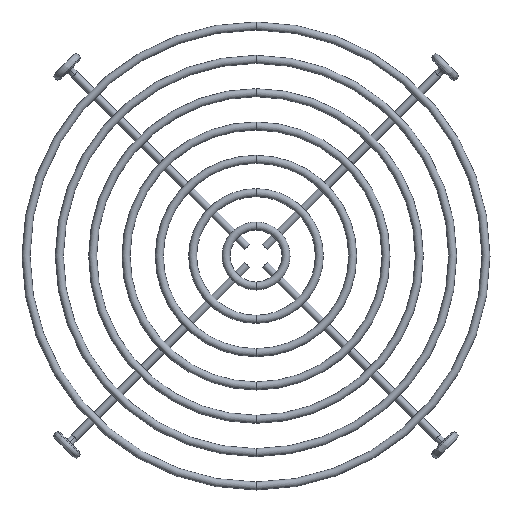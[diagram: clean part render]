
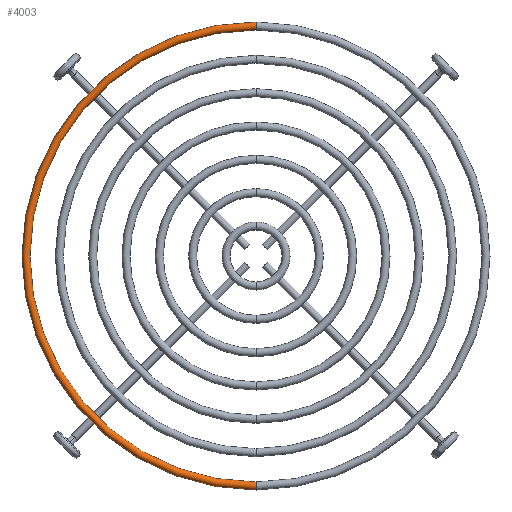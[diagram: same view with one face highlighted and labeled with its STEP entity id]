
A CAD part, front view. The second image highlights one B-rep face of the part: STEP entity #4003.
In plain terms, the highlighted toroidal (fillet/blend) face has major radius 69 mm and minor radius 1.2 mm.
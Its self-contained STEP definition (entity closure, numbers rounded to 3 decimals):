
#217 = DIRECTION ( 'NONE',  ( 1., 0., 0. ) ) ;
#494 = CARTESIAN_POINT ( 'NONE',  ( 0., -1.2, -70.2 ) ) ;
#675 = DIRECTION ( 'NONE',  ( 0., 0., -1. ) ) ;
#1157 = DIRECTION ( 'NONE',  ( 0., 0., -1. ) ) ;
#1184 = EDGE_CURVE ( 'NONE', #1806, #1913, #5482, .T. ) ;
#1192 = CIRCLE ( 'NONE', #4373, 1.2 ) ;
#1276 = ORIENTED_EDGE ( 'NONE', *, *, #3225, .T. ) ;
#1294 = CARTESIAN_POINT ( 'NONE',  ( 0., -1.2, -67.8 ) ) ;
#1526 = EDGE_LOOP ( 'NONE', ( #1676, #1276, #5566, #6040 ) ) ;
#1667 = DIRECTION ( 'NONE',  ( 0., 0., -1. ) ) ;
#1676 = ORIENTED_EDGE ( 'NONE', *, *, #1184, .F. ) ;
#1806 = VERTEX_POINT ( 'NONE', #4428 ) ;
#1913 = VERTEX_POINT ( 'NONE', #5399 ) ;
#2001 = AXIS2_PLACEMENT_3D ( 'NONE', #3642, #4141, #675 ) ;
#2450 = DIRECTION ( 'NONE',  ( -1., 0., 0. ) ) ;
#2458 = CIRCLE ( 'NONE', #2001, 70.2 ) ;
#2578 = EDGE_CURVE ( 'NONE', #1913, #4087, #5864, .T. ) ;
#2650 = DIRECTION ( 'NONE',  ( 0., -1., 0. ) ) ;
#2717 = CARTESIAN_POINT ( 'NONE',  ( 0., -1.2, 0. ) ) ;
#2860 = EDGE_CURVE ( 'NONE', #3699, #4087, #1192, .T. ) ;
#2995 = AXIS2_PLACEMENT_3D ( 'NONE', #2717, #4694, #1667 ) ;
#3225 = EDGE_CURVE ( 'NONE', #1806, #3699, #2458, .T. ) ;
#3642 = CARTESIAN_POINT ( 'NONE',  ( 0., -1.2, 0. ) ) ;
#3699 = VERTEX_POINT ( 'NONE', #494 ) ;
#3887 = DIRECTION ( 'NONE',  ( 0., 0., 1. ) ) ;
#4003 = ADVANCED_FACE ( 'NONE', ( #5463 ), #5857, .T. ) ;
#4087 = VERTEX_POINT ( 'NONE', #1294 ) ;
#4141 = DIRECTION ( 'NONE',  ( 0., -1., 0. ) ) ;
#4233 = CARTESIAN_POINT ( 'NONE',  ( 0., -1.2, 0. ) ) ;
#4373 = AXIS2_PLACEMENT_3D ( 'NONE', #5868, #2450, #3887 ) ;
#4428 = CARTESIAN_POINT ( 'NONE',  ( 0., -1.2, 70.2 ) ) ;
#4694 = DIRECTION ( 'NONE',  ( 0., -1., 0. ) ) ;
#5225 = CARTESIAN_POINT ( 'NONE',  ( 0., -1.2, 69. ) ) ;
#5399 = CARTESIAN_POINT ( 'NONE',  ( 0., -1.2, 67.8 ) ) ;
#5463 = FACE_OUTER_BOUND ( 'NONE', #1526, .T. ) ;
#5482 = CIRCLE ( 'NONE', #5498, 1.2 ) ;
#5498 = AXIS2_PLACEMENT_3D ( 'NONE', #5225, #217, #6262 ) ;
#5566 = ORIENTED_EDGE ( 'NONE', *, *, #2860, .T. ) ;
#5791 = AXIS2_PLACEMENT_3D ( 'NONE', #4233, #2650, #1157 ) ;
#5857 = TOROIDAL_SURFACE ( 'NONE', #2995, 69., 1.2 ) ;
#5864 = CIRCLE ( 'NONE', #5791, 67.8 ) ;
#5868 = CARTESIAN_POINT ( 'NONE',  ( 0., -1.2, -69. ) ) ;
#6040 = ORIENTED_EDGE ( 'NONE', *, *, #2578, .F. ) ;
#6262 = DIRECTION ( 'NONE',  ( 0., 0., -1. ) ) ;
